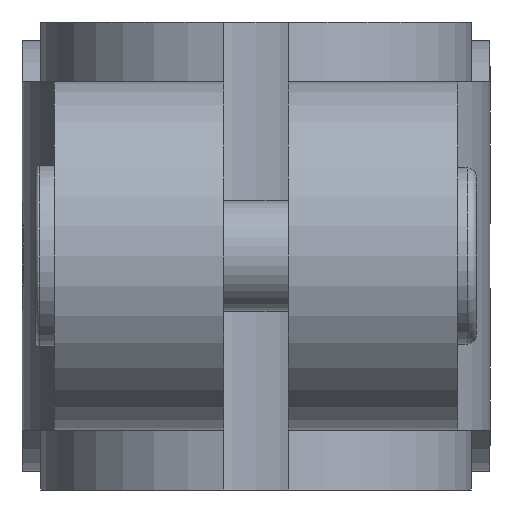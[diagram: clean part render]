
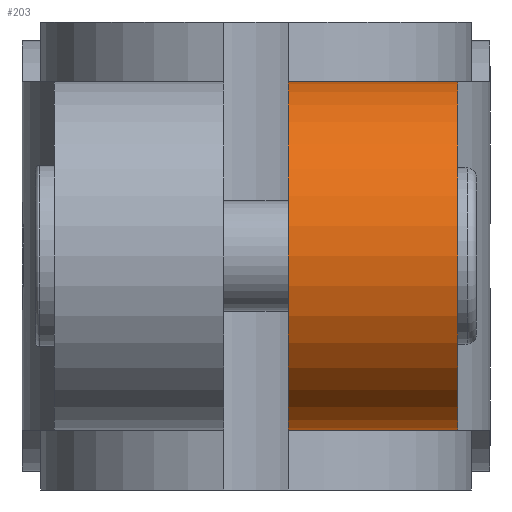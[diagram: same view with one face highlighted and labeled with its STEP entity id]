
A CAD part, left-side view. The second image highlights one B-rep face of the part: STEP entity #203.
In plain terms, the highlighted cylindrical face has radius 9.5 mm (diameter 19 mm), a partial arc.
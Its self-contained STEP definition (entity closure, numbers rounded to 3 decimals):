
#203 = ADVANCED_FACE( '', ( #553 ), #554, .T. );
#553 = FACE_OUTER_BOUND( '', #1091, .T. );
#554 = CYLINDRICAL_SURFACE( '', #1092, 9.5 );
#1091 = EDGE_LOOP( '', ( #1657, #1658, #1659, #1660 ) );
#1092 = AXIS2_PLACEMENT_3D( '', #1661, #1662, #1663 );
#1657 = ORIENTED_EDGE( '', *, *, #2958, .F. );
#1658 = ORIENTED_EDGE( '', *, *, #2959, .T. );
#1659 = ORIENTED_EDGE( '', *, *, #2960, .T. );
#1660 = ORIENTED_EDGE( '', *, *, #2961, .F. );
#1661 = CARTESIAN_POINT( '', ( -13., 11., 12.75 ) );
#1662 = DIRECTION( '', ( 0., 1., 0. ) );
#1663 = DIRECTION( '', ( 0., 0., -1. ) );
#2958 = EDGE_CURVE( '', #3488, #3489, #3490, .T. );
#2959 = EDGE_CURVE( '', #3488, #3491, #3492, .T. );
#2960 = EDGE_CURVE( '', #3491, #3493, #3494, .T. );
#2961 = EDGE_CURVE( '', #3489, #3493, #3495, .T. );
#3488 = VERTEX_POINT( '', #4250 );
#3489 = VERTEX_POINT( '', #4251 );
#3490 = CIRCLE( '', #4252, 9.5 );
#3491 = VERTEX_POINT( '', #4253 );
#3492 = LINE( '', #4254, #4255 );
#3493 = VERTEX_POINT( '', #4256 );
#3494 = CIRCLE( '', #4257, 9.5 );
#3495 = LINE( '', #4258, #4259 );
#4250 = CARTESIAN_POINT( '', ( -13., -1.75, 3.25 ) );
#4251 = CARTESIAN_POINT( '', ( -13., -1.75, 22.25 ) );
#4252 = AXIS2_PLACEMENT_3D( '', #5319, #5320, #5321 );
#4253 = CARTESIAN_POINT( '', ( -13., -11., 3.25 ) );
#4254 = CARTESIAN_POINT( '', ( -13., 11., 3.25 ) );
#4255 = VECTOR( '', #5322, 1000. );
#4256 = CARTESIAN_POINT( '', ( -13., -11., 22.25 ) );
#4257 = AXIS2_PLACEMENT_3D( '', #5323, #5324, #5325 );
#4258 = CARTESIAN_POINT( '', ( -13., 11., 22.25 ) );
#4259 = VECTOR( '', #5326, 1000. );
#5319 = CARTESIAN_POINT( '', ( -13., -1.75, 12.75 ) );
#5320 = DIRECTION( '', ( 0., 1., 0. ) );
#5321 = DIRECTION( '', ( 0., 0., 1. ) );
#5322 = DIRECTION( '', ( 0., -1., 0. ) );
#5323 = CARTESIAN_POINT( '', ( -13., -11., 12.75 ) );
#5324 = DIRECTION( '', ( 0., 1., 0. ) );
#5325 = DIRECTION( '', ( 1., 0., 0. ) );
#5326 = DIRECTION( '', ( 0., -1., 0. ) );
